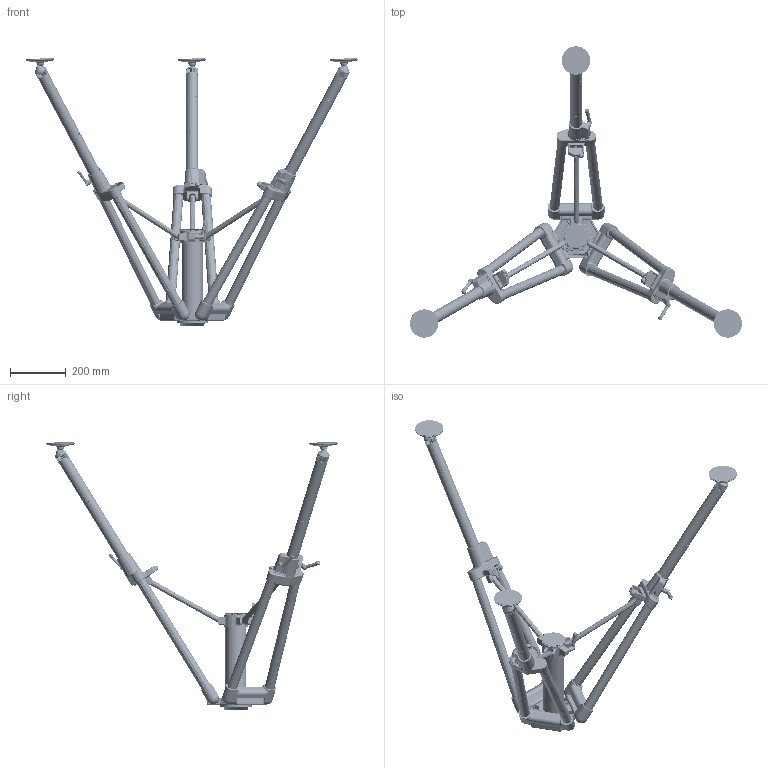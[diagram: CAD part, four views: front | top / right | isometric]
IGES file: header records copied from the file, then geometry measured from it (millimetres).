
Start section: SolidWorks IGES file using analytic representation for surfaces
Global section: file name: MAS 2000SF.IGS; native system: SolidWorks 2014; preprocessor: SolidWorks 2014; author: igipson; date: 140603.155146; units: inch
Bounding box: 1192.75 x 1046.66 x 960.41 mm (x, y, z)
Surface area: 1127144.4 mm2 (no closed solid volume)
Topology: 0 solids, 0 shells, 12969 faces, 75172 edges, 75011 vertices
Faces by surface type: revolution 6692, bspline 6277
